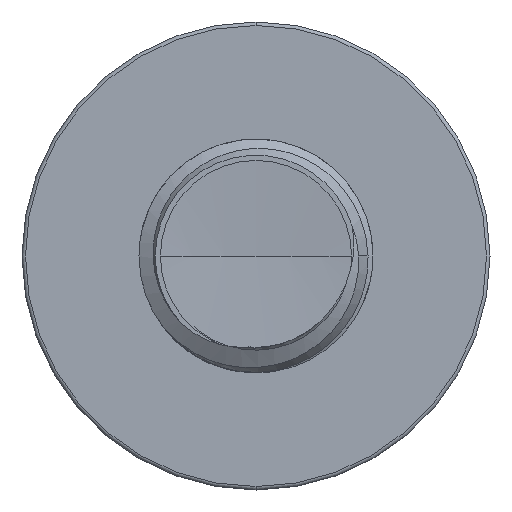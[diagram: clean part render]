
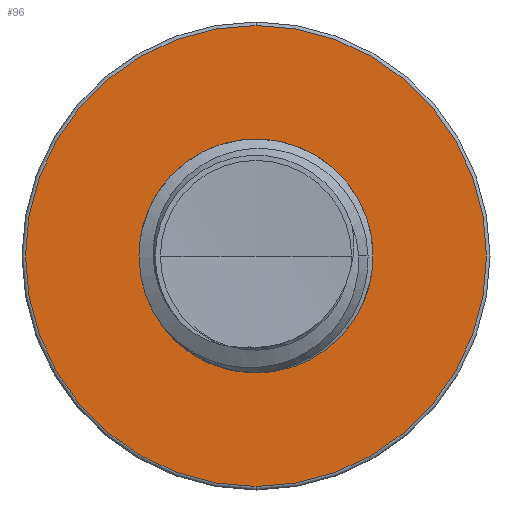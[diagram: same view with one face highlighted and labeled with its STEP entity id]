
A CAD part, front view. The second image highlights one B-rep face of the part: STEP entity #96.
In plain terms, the highlighted planar face has unit normal (0, -1, 0).
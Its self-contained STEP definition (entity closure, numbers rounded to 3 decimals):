
#96 = ADVANCED_FACE ( 'NONE', ( #12718, #15785 ), #12085, .T. ) ;
#463 = VERTEX_POINT ( 'NONE', #3796 ) ;
#861 = AXIS2_PLACEMENT_3D ( 'NONE', #10768, #2918, #11983 ) ;
#933 = DIRECTION ( 'NONE',  ( 0., 0., -1. ) ) ;
#941 = DIRECTION ( 'NONE',  ( 0., -1., 0. ) ) ;
#955 = CARTESIAN_POINT ( 'NONE',  ( 0., 3., 0. ) ) ;
#1040 = EDGE_CURVE ( 'NONE', #463, #12164, #13447, .T. ) ;
#1052 = CARTESIAN_POINT ( 'NONE',  ( 0., 3., 1.203 ) ) ;
#2918 = DIRECTION ( 'NONE',  ( 0., -1., 0. ) ) ;
#3796 = CARTESIAN_POINT ( 'NONE',  ( 0., 3., 2.462 ) ) ;
#4671 = CIRCLE ( 'NONE', #8746, 2.462 ) ;
#4743 = CARTESIAN_POINT ( 'NONE',  ( 0., 3., 0. ) ) ;
#4776 = EDGE_LOOP ( 'NONE', ( #5033, #11957 ) ) ;
#5033 = ORIENTED_EDGE ( 'NONE', *, *, #10700, .T. ) ;
#5474 = ORIENTED_EDGE ( 'NONE', *, *, #7840, .F. ) ;
#6064 = DIRECTION ( 'NONE',  ( 0., 0., -1. ) ) ;
#6110 = EDGE_CURVE ( 'NONE', #7514, #11872, #16032, .T. ) ;
#6458 = AXIS2_PLACEMENT_3D ( 'NONE', #1052, #15690, #15928 ) ;
#6621 = CARTESIAN_POINT ( 'NONE',  ( 0., 3., 0. ) ) ;
#6743 = AXIS2_PLACEMENT_3D ( 'NONE', #4743, #13559, #6064 ) ;
#7514 = VERTEX_POINT ( 'NONE', #8291 ) ;
#7718 = CARTESIAN_POINT ( 'NONE',  ( 0., 3., -2.462 ) ) ;
#7840 = EDGE_CURVE ( 'NONE', #11872, #7514, #9931, .T. ) ;
#7963 = DIRECTION ( 'NONE',  ( 0., 0., -1. ) ) ;
#8291 = CARTESIAN_POINT ( 'NONE',  ( 0., 3., 1.203 ) ) ;
#8746 = AXIS2_PLACEMENT_3D ( 'NONE', #6621, #15211, #7963 ) ;
#8901 = ORIENTED_EDGE ( 'NONE', *, *, #6110, .F. ) ;
#9931 = CIRCLE ( 'NONE', #6743, 1.203 ) ;
#10700 = EDGE_CURVE ( 'NONE', #12164, #463, #4671, .T. ) ;
#10768 = CARTESIAN_POINT ( 'NONE',  ( 0., 3., 0. ) ) ;
#10842 = AXIS2_PLACEMENT_3D ( 'NONE', #955, #941, #933 ) ;
#11872 = VERTEX_POINT ( 'NONE', #15802 ) ;
#11957 = ORIENTED_EDGE ( 'NONE', *, *, #1040, .T. ) ;
#11983 = DIRECTION ( 'NONE',  ( 0., 0., -1. ) ) ;
#12085 = PLANE ( 'NONE',  #6458 ) ;
#12164 = VERTEX_POINT ( 'NONE', #7718 ) ;
#12718 = FACE_OUTER_BOUND ( 'NONE', #4776, .T. ) ;
#13447 = CIRCLE ( 'NONE', #10842, 2.462 ) ;
#13559 = DIRECTION ( 'NONE',  ( 0., -1., 0. ) ) ;
#15211 = DIRECTION ( 'NONE',  ( 0., -1., 0. ) ) ;
#15262 = EDGE_LOOP ( 'NONE', ( #5474, #8901 ) ) ;
#15690 = DIRECTION ( 'NONE',  ( 0., -1., 0. ) ) ;
#15785 = FACE_BOUND ( 'NONE', #15262, .T. ) ;
#15802 = CARTESIAN_POINT ( 'NONE',  ( 0., 3., -1.203 ) ) ;
#15928 = DIRECTION ( 'NONE',  ( 0., 0., -1. ) ) ;
#16032 = CIRCLE ( 'NONE', #861, 1.203 ) ;
